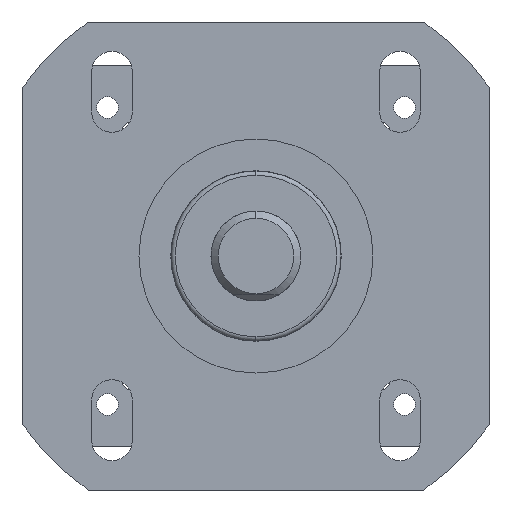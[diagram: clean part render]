
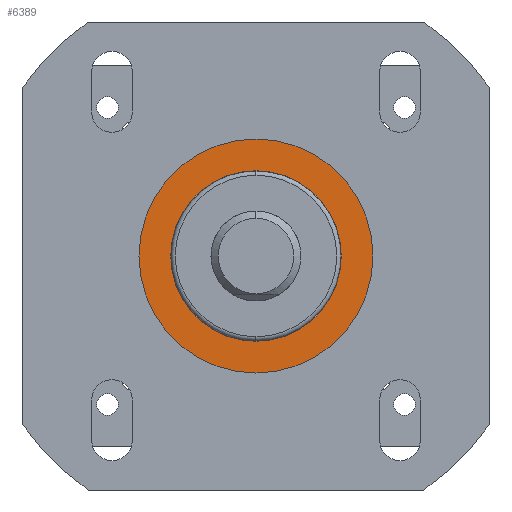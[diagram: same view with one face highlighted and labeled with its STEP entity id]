
A CAD part, front view. The second image highlights one B-rep face of the part: STEP entity #6389.
In plain terms, the highlighted planar face has unit normal (0, -1, 0).
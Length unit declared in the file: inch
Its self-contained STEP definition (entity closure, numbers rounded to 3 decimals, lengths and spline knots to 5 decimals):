
#69 = CIRCLE ( 'NONE', #4821, 0.8125 ) ;
#211 = CARTESIAN_POINT ( 'NONE',  ( 0., 0.065, 0. ) ) ;
#236 = CARTESIAN_POINT ( 'NONE',  ( 0., 0.065, 0. ) ) ;
#664 = DIRECTION ( 'NONE',  ( 0., 0., 1. ) ) ;
#688 = CARTESIAN_POINT ( 'NONE',  ( 0., 0.065, 0. ) ) ;
#700 = DIRECTION ( 'NONE',  ( 0., -1., 0. ) ) ;
#1053 = DIRECTION ( 'NONE',  ( 0., 0., -1. ) ) ;
#1396 = AXIS2_PLACEMENT_3D ( 'NONE', #5683, #6522, #1569 ) ;
#1569 = DIRECTION ( 'NONE',  ( 0., 0., 1. ) ) ;
#1646 = ORIENTED_EDGE ( 'NONE', *, *, #3317, .T. ) ;
#1815 = VERTEX_POINT ( 'NONE', #4779 ) ;
#2343 = CARTESIAN_POINT ( 'NONE',  ( 0., 0.065, 0.8125 ) ) ;
#2606 = AXIS2_PLACEMENT_3D ( 'NONE', #688, #700, #664 ) ;
#2865 = ORIENTED_EDGE ( 'NONE', *, *, #3172, .T. ) ;
#3058 = VERTEX_POINT ( 'NONE', #2343 ) ;
#3121 = DIRECTION ( 'NONE',  ( 0., -1., 0. ) ) ;
#3172 = EDGE_CURVE ( 'NONE', #3058, #5669, #4580, .T. ) ;
#3317 = EDGE_CURVE ( 'NONE', #5669, #3058, #69, .T. ) ;
#4580 = CIRCLE ( 'NONE', #2606, 0.8125 ) ;
#4652 = CARTESIAN_POINT ( 'NONE',  ( 0., 0.065, -0.8125 ) ) ;
#4779 = CARTESIAN_POINT ( 'NONE',  ( 0., 0.065, -0.592 ) ) ;
#4821 = AXIS2_PLACEMENT_3D ( 'NONE', #211, #8530, #9953 ) ;
#4890 = CARTESIAN_POINT ( 'NONE',  ( 0., 0.065, 0.592 ) ) ;
#5409 = AXIS2_PLACEMENT_3D ( 'NONE', #236, #6010, #1053 ) ;
#5498 = VERTEX_POINT ( 'NONE', #4890 ) ;
#5669 = VERTEX_POINT ( 'NONE', #4652 ) ;
#5683 = CARTESIAN_POINT ( 'NONE',  ( -2.435, 0.065, -1.64732 ) ) ;
#5834 = AXIS2_PLACEMENT_3D ( 'NONE', #8066, #3121, #8853 ) ;
#5987 = EDGE_LOOP ( 'NONE', ( #9362, #9985 ) ) ;
#6010 = DIRECTION ( 'NONE',  ( 0., -1., 0. ) ) ;
#6310 = EDGE_CURVE ( 'NONE', #1815, #5498, #9428, .T. ) ;
#6389 = ADVANCED_FACE ( 'NONE', ( #8433, #6524 ), #10533, .F. ) ;
#6522 = DIRECTION ( 'NONE',  ( 0., 1., 0. ) ) ;
#6524 = FACE_OUTER_BOUND ( 'NONE', #7363, .T. ) ;
#7363 = EDGE_LOOP ( 'NONE', ( #2865, #1646 ) ) ;
#7658 = CIRCLE ( 'NONE', #5409, 0.592 ) ;
#7812 = EDGE_CURVE ( 'NONE', #5498, #1815, #7658, .T. ) ;
#8066 = CARTESIAN_POINT ( 'NONE',  ( 0., 0.065, 0. ) ) ;
#8433 = FACE_BOUND ( 'NONE', #5987, .T. ) ;
#8530 = DIRECTION ( 'NONE',  ( 0., -1., 0. ) ) ;
#8853 = DIRECTION ( 'NONE',  ( 0., 0., -1. ) ) ;
#9362 = ORIENTED_EDGE ( 'NONE', *, *, #6310, .F. ) ;
#9428 = CIRCLE ( 'NONE', #5834, 0.592 ) ;
#9953 = DIRECTION ( 'NONE',  ( 0., 0., 1. ) ) ;
#9985 = ORIENTED_EDGE ( 'NONE', *, *, #7812, .F. ) ;
#10533 = PLANE ( 'NONE',  #1396 ) ;
